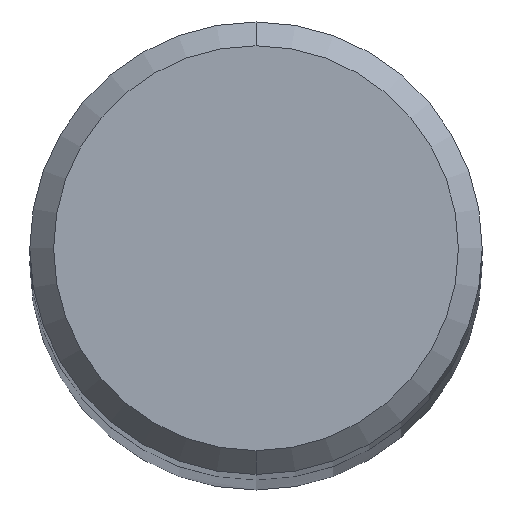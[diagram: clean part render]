
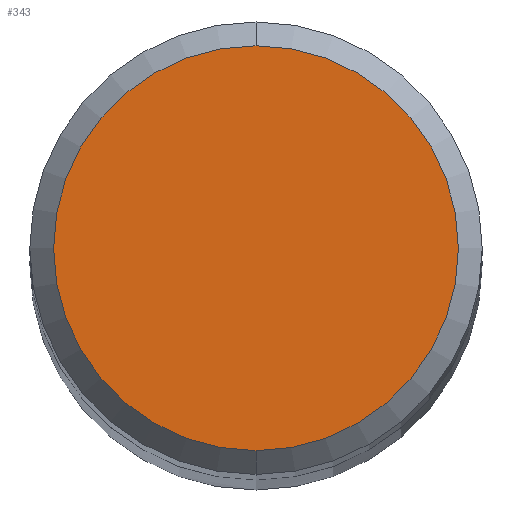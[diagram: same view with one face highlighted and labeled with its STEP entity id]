
A CAD part, top view. The second image highlights one B-rep face of the part: STEP entity #343.
In plain terms, the highlighted planar face has unit normal (0, 0, 1).
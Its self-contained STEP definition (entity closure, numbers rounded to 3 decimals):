
#167=EDGE_CURVE('',#287,#185,#427,.T.);
#185=VERTEX_POINT('',#447);
#189=EDGE_CURVE('',#185,#287,#451,.T.);
#287=VERTEX_POINT('',#557);
#343=ADVANCED_FACE('',(#620),#621,.T.);
#427=CIRCLE('',#703,4.25);
#447=CARTESIAN_POINT('',(0.,-4.25,63.0));
#451=CIRCLE('',#747,4.25);
#557=CARTESIAN_POINT('',(0.0,4.25,63.0));
#620=FACE_OUTER_BOUND('',#1135,.T.);
#621=PLANE('',#1136);
#703=AXIS2_PLACEMENT_3D('',#1289,#1290,#1291);
#747=AXIS2_PLACEMENT_3D('',#1317,#1318,#1319);
#1135=EDGE_LOOP('',(#1506,#1507));
#1136=AXIS2_PLACEMENT_3D('',#1508,#1509,#1510);
#1289=CARTESIAN_POINT('',(0.0,0.0,63.0));
#1290=DIRECTION('',(0.0,0.0,-1.0));
#1291=DIRECTION('',(0.0,1.0,0.0));
#1317=CARTESIAN_POINT('',(0.0,0.0,63.0));
#1318=DIRECTION('',(0.0,0.0,-1.0));
#1319=DIRECTION('',(0.0,1.0,0.0));
#1506=ORIENTED_EDGE('',*,*,#167,.F.);
#1507=ORIENTED_EDGE('',*,*,#189,.F.);
#1508=CARTESIAN_POINT('',(0.0,2.125,63.0));
#1509=DIRECTION('',(0.0,0.0,1.0));
#1510=DIRECTION('',(0.0,-1.0,0.0));
